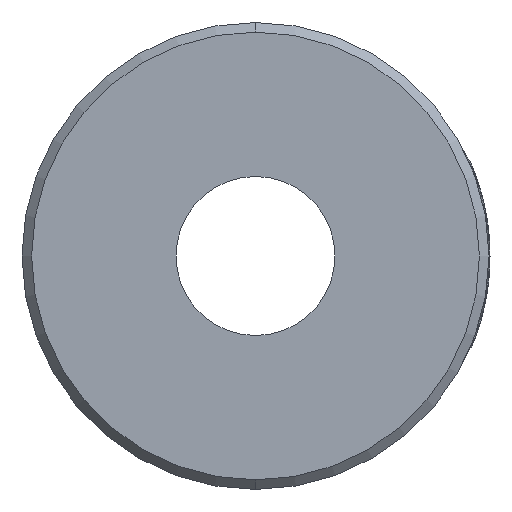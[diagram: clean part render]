
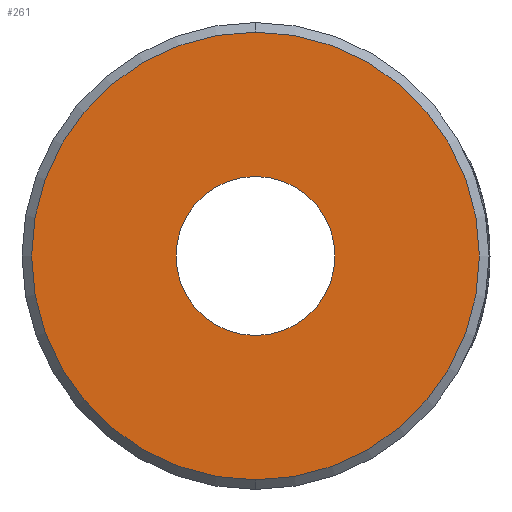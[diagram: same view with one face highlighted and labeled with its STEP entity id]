
A CAD part, front view. The second image highlights one B-rep face of the part: STEP entity #261.
In plain terms, the highlighted planar face has unit normal (0, -1, 0).
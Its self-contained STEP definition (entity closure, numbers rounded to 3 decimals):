
#113 = DIRECTION ( 'NONE',  ( 0., 0., 1. ) ) ;
#178 = EDGE_CURVE ( 'NONE', #1387, #2056, #2351, .T. ) ;
#207 = CARTESIAN_POINT ( 'NONE',  ( 0., -3.65, 0.8 ) ) ;
#225 = DIRECTION ( 'NONE',  ( 0., 1., 0. ) ) ;
#241 = CIRCLE ( 'NONE', #561, 0.8 ) ;
#261 = ADVANCED_FACE ( 'NONE', ( #1458, #1830 ), #528, .F. ) ;
#391 = DIRECTION ( 'NONE',  ( 0., 0., 1. ) ) ;
#409 = ORIENTED_EDGE ( 'NONE', *, *, #755, .T. ) ;
#415 = CARTESIAN_POINT ( 'NONE',  ( 0., -3.65, -0.8 ) ) ;
#423 = EDGE_LOOP ( 'NONE', ( #409, #1528 ) ) ;
#485 = DIRECTION ( 'NONE',  ( 0., 0., 1. ) ) ;
#528 = PLANE ( 'NONE',  #2432 ) ;
#561 = AXIS2_PLACEMENT_3D ( 'NONE', #2282, #225, #391 ) ;
#668 = CARTESIAN_POINT ( 'NONE',  ( 0., -3.65, 0. ) ) ;
#714 = CARTESIAN_POINT ( 'NONE',  ( 0., -3.65, 0. ) ) ;
#752 = AXIS2_PLACEMENT_3D ( 'NONE', #1976, #1391, #1345 ) ;
#755 = EDGE_CURVE ( 'NONE', #1786, #788, #1537, .T. ) ;
#788 = VERTEX_POINT ( 'NONE', #1425 ) ;
#837 = CARTESIAN_POINT ( 'NONE',  ( 0., -3.65, 2.253 ) ) ;
#945 = AXIS2_PLACEMENT_3D ( 'NONE', #1014, #2167, #113 ) ;
#966 = AXIS2_PLACEMENT_3D ( 'NONE', #668, #1229, #2122 ) ;
#982 = ORIENTED_EDGE ( 'NONE', *, *, #178, .T. ) ;
#1014 = CARTESIAN_POINT ( 'NONE',  ( 0., -3.65, 0. ) ) ;
#1229 = DIRECTION ( 'NONE',  ( 0., -1., 0. ) ) ;
#1272 = DIRECTION ( 'NONE',  ( 0., 1., 0. ) ) ;
#1345 = DIRECTION ( 'NONE',  ( 0., 0., 1. ) ) ;
#1387 = VERTEX_POINT ( 'NONE', #415 ) ;
#1391 = DIRECTION ( 'NONE',  ( 0., -1., 0. ) ) ;
#1425 = CARTESIAN_POINT ( 'NONE',  ( 0., -3.65, -2.253 ) ) ;
#1458 = FACE_OUTER_BOUND ( 'NONE', #423, .T. ) ;
#1528 = ORIENTED_EDGE ( 'NONE', *, *, #2381, .T. ) ;
#1537 = CIRCLE ( 'NONE', #966, 2.253 ) ;
#1654 = ORIENTED_EDGE ( 'NONE', *, *, #1663, .T. ) ;
#1663 = EDGE_CURVE ( 'NONE', #2056, #1387, #241, .T. ) ;
#1786 = VERTEX_POINT ( 'NONE', #837 ) ;
#1830 = FACE_BOUND ( 'NONE', #1922, .T. ) ;
#1922 = EDGE_LOOP ( 'NONE', ( #1654, #982 ) ) ;
#1976 = CARTESIAN_POINT ( 'NONE',  ( 0., -3.65, 0. ) ) ;
#2056 = VERTEX_POINT ( 'NONE', #207 ) ;
#2122 = DIRECTION ( 'NONE',  ( 0., 0., 1. ) ) ;
#2167 = DIRECTION ( 'NONE',  ( 0., 1., 0. ) ) ;
#2215 = CIRCLE ( 'NONE', #752, 2.253 ) ;
#2282 = CARTESIAN_POINT ( 'NONE',  ( 0., -3.65, 0. ) ) ;
#2351 = CIRCLE ( 'NONE', #945, 0.8 ) ;
#2381 = EDGE_CURVE ( 'NONE', #788, #1786, #2215, .T. ) ;
#2432 = AXIS2_PLACEMENT_3D ( 'NONE', #714, #1272, #485 ) ;
